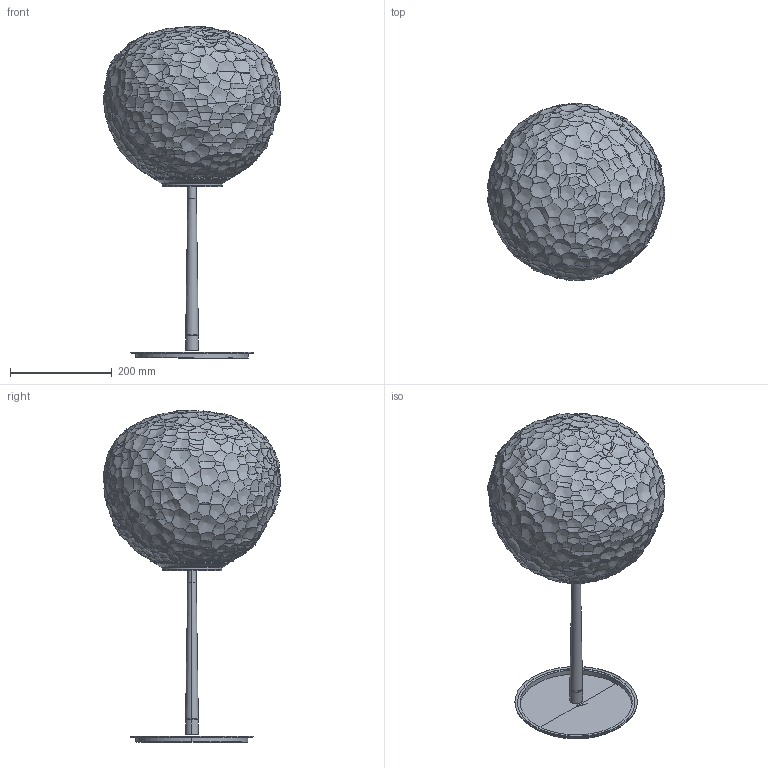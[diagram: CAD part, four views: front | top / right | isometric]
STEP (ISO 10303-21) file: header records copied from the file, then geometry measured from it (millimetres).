
FILE_DESCRIPTION(/* description */ (''),/* implementation_level */ '2;1');
FILE_NAME(/* name */ 'METEORITE 35 TAVOLO STELO',/* time_stamp */ '2015-03-13T19:22:09+01:00',/* author */ (''),/* organization */ (''),/* preprocessor_version */ 'ST-DEVELOPER v15',/* originating_system */ '',/* authorisation */ '');
FILE_SCHEMA (('AUTOMOTIVE_DESIGN'));
Products named in the file (2): Document; (#4917) X107000005_-
Assembly tree (1 placements, depth 2):
  Document
    (#4917) X107000005_-
Bounding box: 348.85 x 348.88 x 651.13 mm (x, y, z)
Volume: 338962.6 mm3; surface area: 499870.6 mm2
Topology: 2 solids, 1191 shells, 1238 faces, 7195 edges, 7129 vertices
Faces by surface type: bspline 1230, plane 8
Entity records: 97877 total; most frequent: CARTESIAN_POINT 62626, ORIENTED_EDGE 7266, EDGE_CURVE 7170, VERTEX_POINT 7127, B_SPLINE_CURVE_WITH_KNOTS 6295, EDGE_LOOP 1243, ADVANCED_FACE 1238, FACE_OUTER_BOUND 1238
